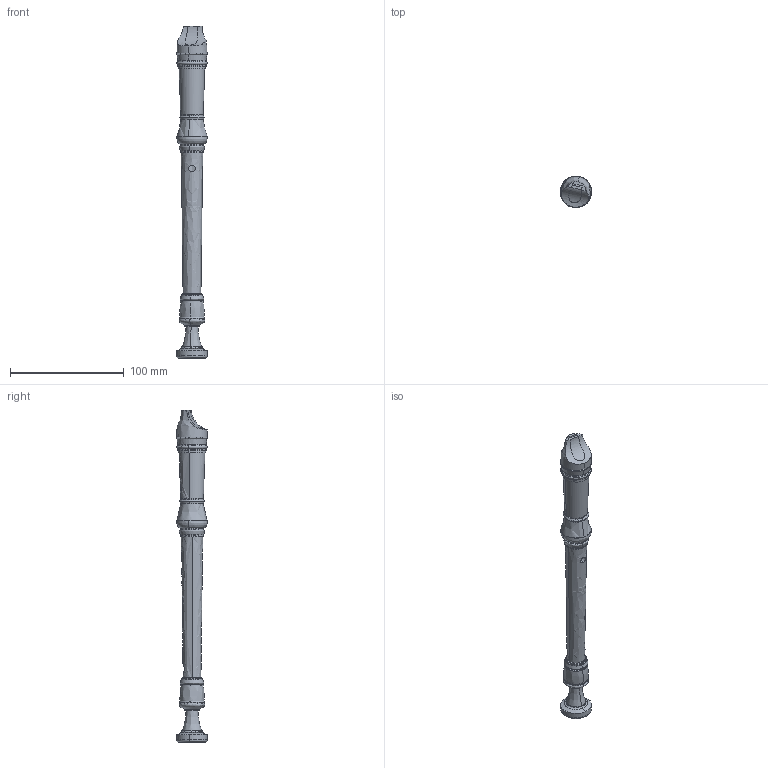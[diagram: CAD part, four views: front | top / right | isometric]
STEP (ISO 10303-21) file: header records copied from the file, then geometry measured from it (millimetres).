
FILE_DESCRIPTION(('FreeCAD Model'),'2;1');
FILE_NAME('Open CASCADE Shape Model','2025-05-03T20:33:17',('FreeCAD'),( 'FreeCAD'),'Open CASCADE STEP processor 7.6','FreeCAD','Unknown');
FILE_SCHEMA(('AUTOMOTIVE_DESIGN { 1 0 10303 214 1 1 1 1 }'));
Length unit declared in the file: millimetre
Products named in the file (1): Open CASCADE STEP translator 7.6 1
Bounding box: 27.5 x 27.5 x 292.34 mm (x, y, z)
Volume: 63746.8 mm3; surface area: 33216 mm2
Topology: 3 solids, 3 shells, 174 faces, 472 edges, 325 vertices
Faces by surface type: bspline 174
Entity records: 8873 total; most frequent: CARTESIAN_POINT 6241, ORIENTED_EDGE 944, EDGE_CURVE 472, VERTEX_POINT 325, FACE_BOUND 223, EDGE_LOOP 223, B_SPLINE_CURVE_WITH_KNOTS 214, ADVANCED_FACE 174
